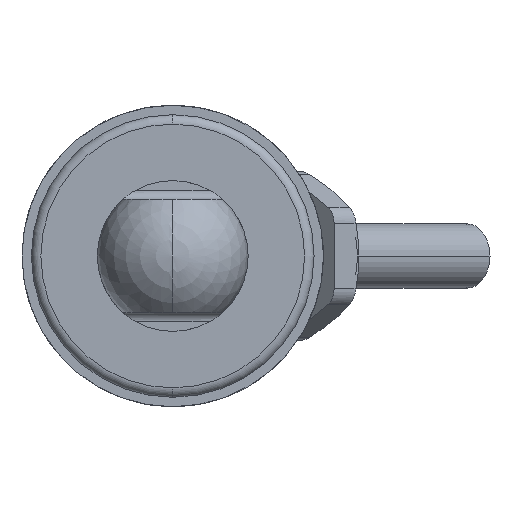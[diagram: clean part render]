
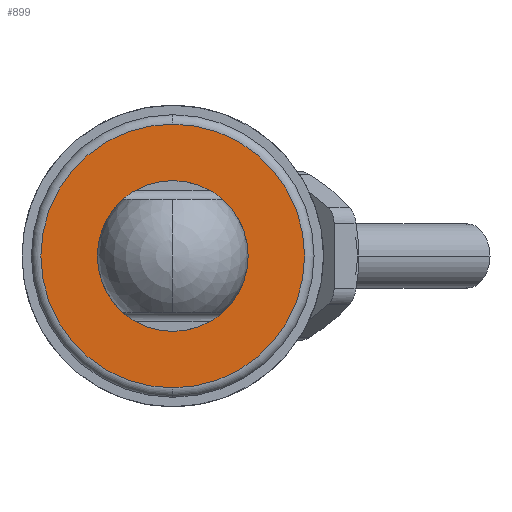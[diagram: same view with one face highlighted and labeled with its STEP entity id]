
A CAD part, left-side view. The second image highlights one B-rep face of the part: STEP entity #899.
In plain terms, the highlighted planar face has unit normal (-1, 0, 0).
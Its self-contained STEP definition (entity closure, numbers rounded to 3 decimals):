
#94 = CIRCLE ( 'NONE', #1965, 7. ) ;
#110 = AXIS2_PLACEMENT_3D ( 'NONE', #246, #412, #575 ) ;
#141 = VERTEX_POINT ( 'NONE', #2142 ) ;
#195 = VERTEX_POINT ( 'NONE', #1509 ) ;
#232 = FACE_BOUND ( 'NONE', #397, .T. ) ;
#239 = AXIS2_PLACEMENT_3D ( 'NONE', #1792, #450, #784 ) ;
#246 = CARTESIAN_POINT ( 'NONE',  ( -111.5, 0., 0. ) ) ;
#265 = EDGE_LOOP ( 'NONE', ( #1344, #1699 ) ) ;
#269 = ORIENTED_EDGE ( 'NONE', *, *, #463, .F. ) ;
#376 = AXIS2_PLACEMENT_3D ( 'NONE', #1378, #1200, #2035 ) ;
#390 = DIRECTION ( 'NONE',  ( 0., 0., 1. ) ) ;
#393 = ORIENTED_EDGE ( 'NONE', *, *, #1535, .F. ) ;
#397 = EDGE_LOOP ( 'NONE', ( #393, #269 ) ) ;
#412 = DIRECTION ( 'NONE',  ( -1., 0., 0. ) ) ;
#450 = DIRECTION ( 'NONE',  ( -1., 0., 0. ) ) ;
#463 = EDGE_CURVE ( 'NONE', #141, #2103, #1144, .T. ) ;
#471 = CARTESIAN_POINT ( 'NONE',  ( -111.5, 0., -7. ) ) ;
#575 = DIRECTION ( 'NONE',  ( 0., 0., 1. ) ) ;
#685 = VERTEX_POINT ( 'NONE', #471 ) ;
#734 = EDGE_CURVE ( 'NONE', #685, #195, #1409, .T. ) ;
#738 = AXIS2_PLACEMENT_3D ( 'NONE', #1228, #1404, #390 ) ;
#742 = CARTESIAN_POINT ( 'NONE',  ( -111.5, 0., -4. ) ) ;
#784 = DIRECTION ( 'NONE',  ( 0., 0., 1. ) ) ;
#899 = ADVANCED_FACE ( 'NONE', ( #1488, #232 ), #1094, .T. ) ;
#1094 = PLANE ( 'NONE',  #110 ) ;
#1138 = CARTESIAN_POINT ( 'NONE',  ( -111.5, 0., 0. ) ) ;
#1144 = CIRCLE ( 'NONE', #376, 4. ) ;
#1200 = DIRECTION ( 'NONE',  ( -1., 0., 0. ) ) ;
#1228 = CARTESIAN_POINT ( 'NONE',  ( -111.5, 0., 0. ) ) ;
#1266 = EDGE_CURVE ( 'NONE', #195, #685, #94, .T. ) ;
#1344 = ORIENTED_EDGE ( 'NONE', *, *, #1266, .T. ) ;
#1368 = DIRECTION ( 'NONE',  ( -1., 0., 0. ) ) ;
#1378 = CARTESIAN_POINT ( 'NONE',  ( -111.5, 0., 0. ) ) ;
#1404 = DIRECTION ( 'NONE',  ( -1., 0., 0. ) ) ;
#1409 = CIRCLE ( 'NONE', #738, 7. ) ;
#1488 = FACE_OUTER_BOUND ( 'NONE', #265, .T. ) ;
#1509 = CARTESIAN_POINT ( 'NONE',  ( -111.5, 0., 7. ) ) ;
#1535 = EDGE_CURVE ( 'NONE', #2103, #141, #1820, .T. ) ;
#1699 = ORIENTED_EDGE ( 'NONE', *, *, #734, .T. ) ;
#1792 = CARTESIAN_POINT ( 'NONE',  ( -111.5, 0., 0. ) ) ;
#1820 = CIRCLE ( 'NONE', #239, 4. ) ;
#1835 = DIRECTION ( 'NONE',  ( 0., 0., 1. ) ) ;
#1965 = AXIS2_PLACEMENT_3D ( 'NONE', #1138, #1368, #1835 ) ;
#2035 = DIRECTION ( 'NONE',  ( 0., 0., 1. ) ) ;
#2103 = VERTEX_POINT ( 'NONE', #742 ) ;
#2142 = CARTESIAN_POINT ( 'NONE',  ( -111.5, 0., 4. ) ) ;
